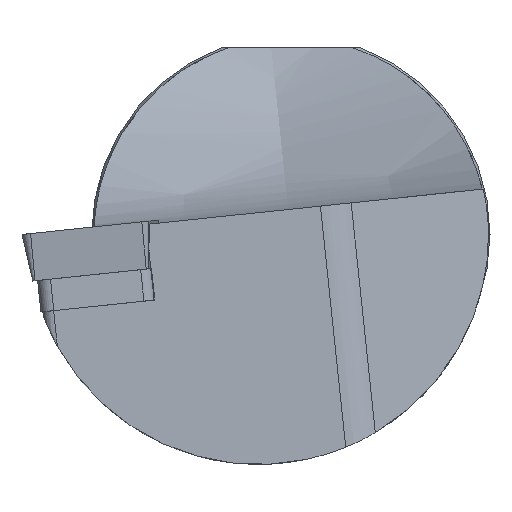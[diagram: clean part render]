
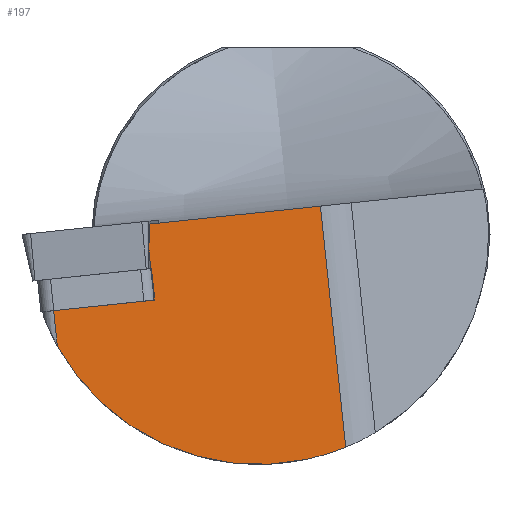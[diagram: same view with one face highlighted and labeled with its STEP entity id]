
A CAD part, left-side view. The second image highlights one B-rep face of the part: STEP entity #197.
In plain terms, the highlighted planar face has unit normal (-0.996, -0.086, 0.009).
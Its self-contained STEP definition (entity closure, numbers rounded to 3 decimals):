
#146=ELLIPSE('',#945,23.187,23.1);
#151=B_SPLINE_CURVE_WITH_KNOTS('',3,(#1242,#1243,#1244,#1245),
 .UNSPECIFIED.,.F.,.F.,(4,4),(0.,1.),.UNSPECIFIED.);
#168=B_SPLINE_CURVE_WITH_KNOTS('',3,(#1671,#1672,#1673,#1674),
 .UNSPECIFIED.,.F.,.F.,(4,4),(0.,1.),.UNSPECIFIED.);
#197=ADVANCED_FACE('',(#265),#232,.F.);
#232=PLANE('',#946);
#265=FACE_OUTER_BOUND('',#311,.T.);
#311=EDGE_LOOP('',(#470,#471,#472,#473,#474,#475,#476,#477,#478));
#470=ORIENTED_EDGE('',*,*,#747,.T.);
#471=ORIENTED_EDGE('',*,*,#745,.F.);
#472=ORIENTED_EDGE('',*,*,#748,.T.);
#473=ORIENTED_EDGE('',*,*,#749,.T.);
#474=ORIENTED_EDGE('',*,*,#732,.T.);
#475=ORIENTED_EDGE('',*,*,#698,.T.);
#476=ORIENTED_EDGE('',*,*,#750,.T.);
#477=ORIENTED_EDGE('',*,*,#688,.T.);
#478=ORIENTED_EDGE('',*,*,#679,.T.);
#601=VERTEX_POINT('',#1204);
#602=VERTEX_POINT('',#1205);
#610=VERTEX_POINT('',#1224);
#617=VERTEX_POINT('',#1246);
#618=VERTEX_POINT('',#1247);
#642=VERTEX_POINT('',#1675);
#650=VERTEX_POINT('',#1999);
#651=VERTEX_POINT('',#2001);
#652=VERTEX_POINT('',#2006);
#679=EDGE_CURVE('',#601,#602,#797,.T.);
#688=EDGE_CURVE('',#610,#601,#804,.T.);
#698=EDGE_CURVE('',#617,#618,#151,.T.);
#732=EDGE_CURVE('',#642,#617,#168,.T.);
#745=EDGE_CURVE('',#650,#651,#824,.T.);
#747=EDGE_CURVE('',#602,#651,#825,.T.);
#748=EDGE_CURVE('',#650,#652,#146,.T.);
#749=EDGE_CURVE('',#652,#642,#826,.T.);
#750=EDGE_CURVE('',#618,#610,#827,.T.);
#797=LINE('',#1203,#855);
#804=LINE('',#1223,#862);
#824=LINE('',#2000,#882);
#825=LINE('',#2004,#883);
#826=LINE('',#2007,#884);
#827=LINE('',#2008,#885);
#855=VECTOR('',#992,1.);
#862=VECTOR('',#1007,1.);
#882=VECTOR('',#1077,1.);
#883=VECTOR('',#1082,1.);
#884=VECTOR('',#1085,1.);
#885=VECTOR('',#1086,1.);
#945=AXIS2_PLACEMENT_3D('',#2005,#1083,#1084);
#946=AXIS2_PLACEMENT_3D('',#2009,#1087,#1088);
#992=DIRECTION('',(-0.087,0.991,-0.104));
#1007=DIRECTION('',(0.,-0.105,-0.995));
#1077=DIRECTION('',(0.,0.105,0.995));
#1082=DIRECTION('',(-0.087,0.991,-0.104));
#1083=DIRECTION('',(-0.996,-0.086,0.009));
#1084=DIRECTION('',(-0.087,0.991,-0.104));
#1085=DIRECTION('',(0.,0.105,0.995));
#1086=DIRECTION('',(-0.011,0.019,-1.));
#1087=DIRECTION('',(0.996,0.086,-0.009));
#1088=DIRECTION('',(0.086,-0.996,0.));
#1203=CARTESIAN_POINT('',(3.689,-3.77,-4.751));
#1204=CARTESIAN_POINT('',(2.158,13.735,-6.591));
#1205=CARTESIAN_POINT('',(2.125,14.11,-6.631));
#1223=CARTESIAN_POINT('',(2.158,17.431,28.576));
#1224=CARTESIAN_POINT('',(2.158,14.258,-1.617));
#1242=CARTESIAN_POINT('',(2.205,13.99,1.065));
#1243=CARTESIAN_POINT('',(2.199,14.063,1.057));
#1244=CARTESIAN_POINT('',(2.193,14.135,1.05));
#1245=CARTESIAN_POINT('',(2.186,14.208,1.042));
#1246=CARTESIAN_POINT('',(2.205,13.99,1.065));
#1247=CARTESIAN_POINT('',(2.186,14.208,1.042));
#1671=CARTESIAN_POINT('',(3.689,-2.971,2.847));
#1672=CARTESIAN_POINT('',(3.194,2.682,2.253));
#1673=CARTESIAN_POINT('',(2.7,8.336,1.659));
#1674=CARTESIAN_POINT('',(2.205,13.99,1.065));
#1675=CARTESIAN_POINT('',(3.689,-2.971,2.847));
#1999=CARTESIAN_POINT('',(1.276,23.448,-11.209));
#2000=CARTESIAN_POINT('',(1.276,75.882,487.661));
#2001=CARTESIAN_POINT('',(1.276,23.822,-7.651));
#2004=CARTESIAN_POINT('',(3.689,-3.77,-4.751));
#2005=CARTESIAN_POINT('',(3.125,3.25,0.));
#2006=CARTESIAN_POINT('',(3.689,-5.517,-21.372));
#2007=CARTESIAN_POINT('',(3.689,48.289,490.561));
#2008=CARTESIAN_POINT('',(2.141,14.288,-3.218));
#2009=CARTESIAN_POINT('',(3.689,48.289,490.561));
